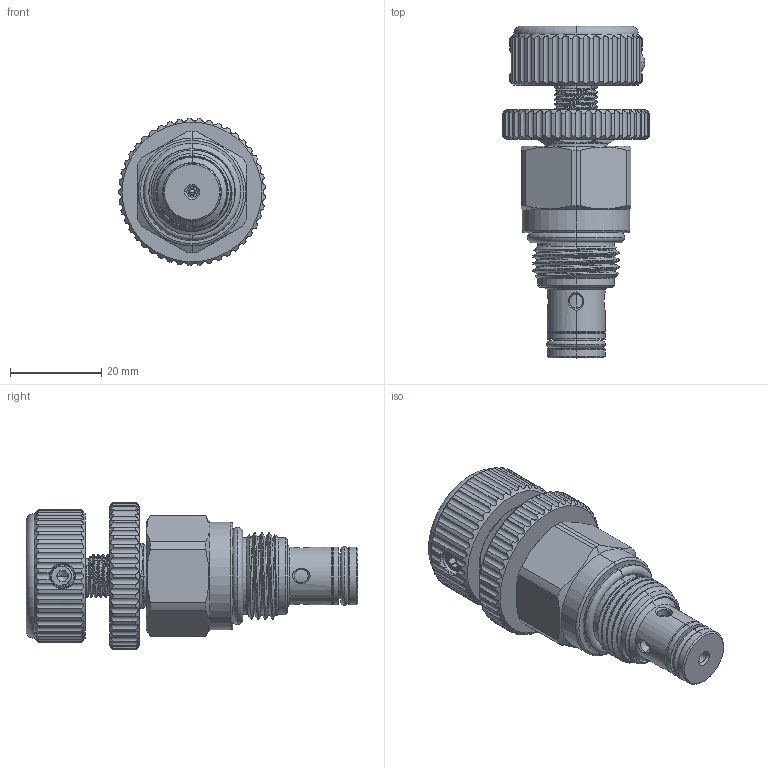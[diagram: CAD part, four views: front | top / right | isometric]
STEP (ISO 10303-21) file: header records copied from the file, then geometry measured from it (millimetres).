
FILE_DESCRIPTION (( 'STEP AP203' ), '1' );
FILE_NAME ('RD08W23-K-A.STEP', '2020-03-23T07:48:10', ( '' ), ( '' ), 'SwSTEP 2.0', 'SolidWorks 2018', '' );
FILE_SCHEMA (( 'CONFIG_CONTROL_DESIGN' ));
Products named in the file (1): RD08W23-K-A
Bounding box: 32.18 x 72.68 x 32.2 mm (x, y, z)
Volume: 26731.7 mm3; surface area: 12914.8 mm2
Topology: 8 solids, 8 shells, 843 faces, 2361 edges, 1508 vertices
Faces by surface type: cylinder 396, plane 206, cone 89, torus 88, bspline 60, sphere 4
Entity records: 59679 total; most frequent: CARTESIAN_POINT 39641, ORIENTED_EDGE 4668, DIRECTION 3648, EDGE_CURVE 2334, VERTEX_POINT 1505, AXIS2_PLACEMENT_3D 1412, EDGE_LOOP 877, FACE_OUTER_BOUND 843
